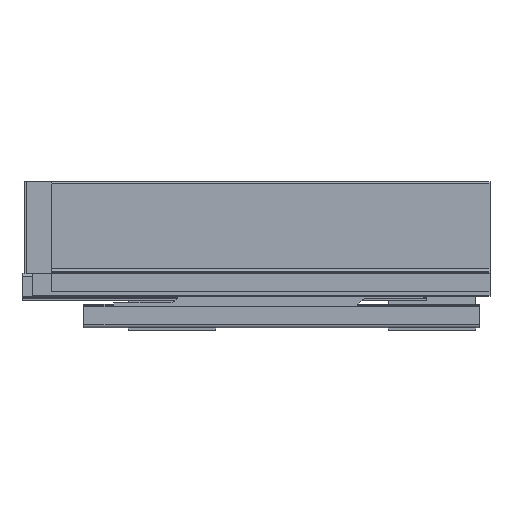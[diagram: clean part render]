
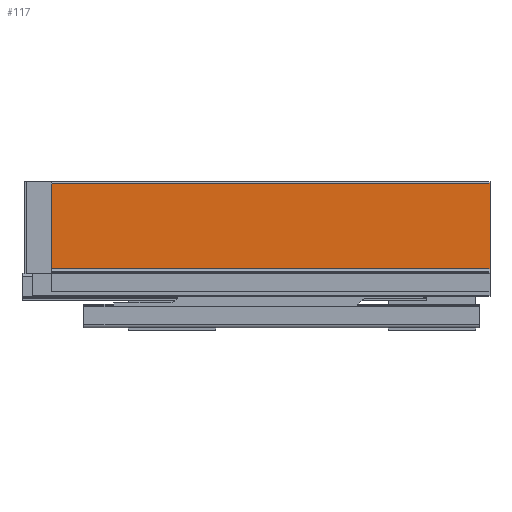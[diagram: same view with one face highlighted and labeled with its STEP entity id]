
A CAD part, top view. The second image highlights one B-rep face of the part: STEP entity #117.
In plain terms, the highlighted planar face has unit normal (0, 0, 1).
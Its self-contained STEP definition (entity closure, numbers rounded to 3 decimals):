
#117 = ADVANCED_FACE ( 'NONE', ( #7780 ), #8438, .T. ) ;
#415 = VECTOR ( 'NONE', #8691, 1000. ) ;
#859 = DIRECTION ( 'NONE',  ( 0., -1., 0. ) ) ;
#958 = VECTOR ( 'NONE', #4084, 1000. ) ;
#984 = VERTEX_POINT ( 'NONE', #9023 ) ;
#1254 = VECTOR ( 'NONE', #5417, 1000. ) ;
#1381 = VERTEX_POINT ( 'NONE', #5531 ) ;
#1527 = CARTESIAN_POINT ( 'NONE',  ( -342., 84., 14. ) ) ;
#1702 = VERTEX_POINT ( 'NONE', #5475 ) ;
#1748 = LINE ( 'NONE', #5944, #7901 ) ;
#1855 = CARTESIAN_POINT ( 'NONE',  ( 0., 84., 14. ) ) ;
#1980 = DIRECTION ( 'NONE',  ( 0., -1., 0. ) ) ;
#2326 = EDGE_CURVE ( 'NONE', #5213, #984, #2475, .T. ) ;
#2475 = LINE ( 'NONE', #2618, #1254 ) ;
#2618 = CARTESIAN_POINT ( 'NONE',  ( 0., 84., 14. ) ) ;
#2684 = CARTESIAN_POINT ( 'NONE',  ( -342., 84., 14. ) ) ;
#2971 = EDGE_CURVE ( 'NONE', #1381, #1702, #1748, .T. ) ;
#3270 = ORIENTED_EDGE ( 'NONE', *, *, #6838, .T. ) ;
#3413 = AXIS2_PLACEMENT_3D ( 'NONE', #2684, #5529, #1980 ) ;
#3770 = LINE ( 'NONE', #1527, #415 ) ;
#3948 = EDGE_LOOP ( 'NONE', ( #8864, #5357, #3270, #5711 ) ) ;
#4084 = DIRECTION ( 'NONE',  ( 1., 0., 0. ) ) ;
#5213 = VERTEX_POINT ( 'NONE', #1855 ) ;
#5354 = EDGE_CURVE ( 'NONE', #1381, #5213, #3770, .T. ) ;
#5357 = ORIENTED_EDGE ( 'NONE', *, *, #2971, .T. ) ;
#5417 = DIRECTION ( 'NONE',  ( 0., -1., 0. ) ) ;
#5475 = CARTESIAN_POINT ( 'NONE',  ( -325.5, 20.5, 14. ) ) ;
#5525 = CARTESIAN_POINT ( 'NONE',  ( 0., 20.5, 14. ) ) ;
#5529 = DIRECTION ( 'NONE',  ( 0., 0., 1. ) ) ;
#5531 = CARTESIAN_POINT ( 'NONE',  ( -325.5, 84., 14. ) ) ;
#5711 = ORIENTED_EDGE ( 'NONE', *, *, #2326, .F. ) ;
#5944 = CARTESIAN_POINT ( 'NONE',  ( -325.5, 84., 14. ) ) ;
#6838 = EDGE_CURVE ( 'NONE', #1702, #984, #9086, .T. ) ;
#7780 = FACE_OUTER_BOUND ( 'NONE', #3948, .T. ) ;
#7901 = VECTOR ( 'NONE', #859, 1000. ) ;
#8438 = PLANE ( 'NONE',  #3413 ) ;
#8691 = DIRECTION ( 'NONE',  ( 1., 0., 0. ) ) ;
#8864 = ORIENTED_EDGE ( 'NONE', *, *, #5354, .F. ) ;
#9023 = CARTESIAN_POINT ( 'NONE',  ( 0., 20.5, 14. ) ) ;
#9086 = LINE ( 'NONE', #5525, #958 ) ;
